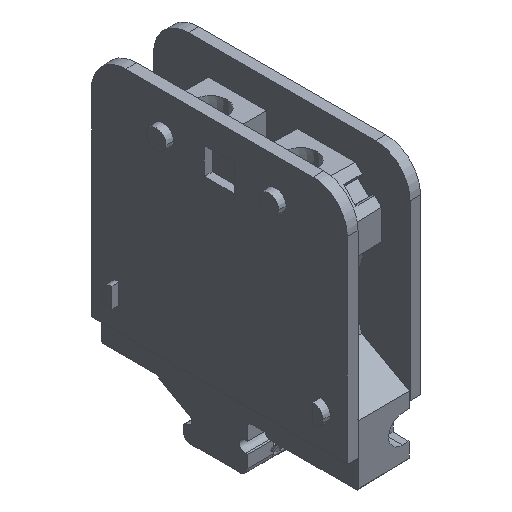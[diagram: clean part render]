
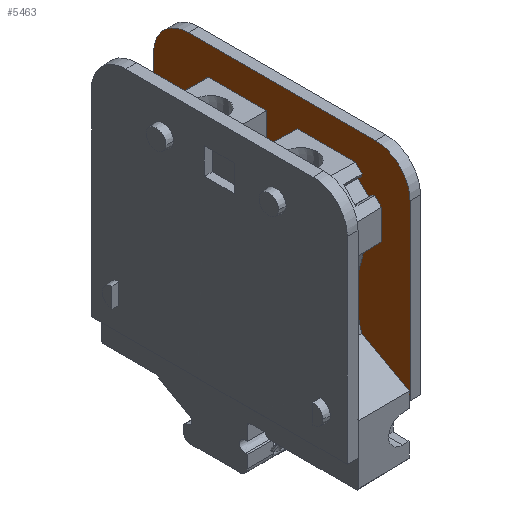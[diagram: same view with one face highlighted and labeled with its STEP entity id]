
A CAD part, isometric view. The second image highlights one B-rep face of the part: STEP entity #5463.
In plain terms, the highlighted planar face has unit normal (-1, 0, 0).
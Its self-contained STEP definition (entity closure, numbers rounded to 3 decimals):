
#5357=AXIS2_PLACEMENT_3D('Circle Axis2P3D',#5355,#5356,$) ;
#5421=AXIS2_PLACEMENT_3D('Circle Axis2P3D',#5419,#5420,$) ;
#5434=AXIS2_PLACEMENT_3D('Plane Axis2P3D',#5431,#5432,#5433) ;
#5307=CARTESIAN_POINT('Vertex',(20.,10.,87.5)) ;
#5321=CARTESIAN_POINT('Vertex',(20.,64.,87.5)) ;
#5324=CARTESIAN_POINT('Line Origine',(20.,37.,87.5)) ;
#5347=CARTESIAN_POINT('Vertex',(20.,0.,77.5)) ;
#5355=CARTESIAN_POINT('Axis2P3D Location',(20.,10.,77.5)) ;
#5416=CARTESIAN_POINT('Vertex',(20.,74.,77.5)) ;
#5419=CARTESIAN_POINT('Axis2P3D Location',(20.,64.,77.5)) ;
#5431=CARTESIAN_POINT('Axis2P3D Location',(20.,37.,27.5)) ;
#5436=CARTESIAN_POINT('Line Origine',(20.,74.,52.5)) ;
#5440=CARTESIAN_POINT('Vertex',(20.,74.,27.5)) ;
#5443=CARTESIAN_POINT('Line Origine',(20.,37.,27.5)) ;
#5447=CARTESIAN_POINT('Vertex',(20.,0.,27.5)) ;
#5450=CARTESIAN_POINT('Line Origine',(20.,0.,52.5)) ;
#5325=DIRECTION('Vector Direction',(0.,-1.,0.)) ;
#5356=DIRECTION('Axis2P3D Direction',(-1.,0.,0.)) ;
#5420=DIRECTION('Axis2P3D Direction',(-1.,0.,0.)) ;
#5432=DIRECTION('Axis2P3D Direction',(-1.,0.,0.)) ;
#5433=DIRECTION('Axis2P3D XDirection',(0.,-1.,0.)) ;
#5437=DIRECTION('Vector Direction',(0.,0.,1.)) ;
#5444=DIRECTION('Vector Direction',(0.,1.,0.)) ;
#5451=DIRECTION('Vector Direction',(0.,0.,-1.)) ;
#5326=VECTOR('Line Direction',#5325,1.) ;
#5438=VECTOR('Line Direction',#5437,1.) ;
#5445=VECTOR('Line Direction',#5444,1.) ;
#5452=VECTOR('Line Direction',#5451,1.) ;
#5456=ORIENTED_EDGE('',*,*,#5442,.T.) ;
#5457=ORIENTED_EDGE('',*,*,#5449,.T.) ;
#5458=ORIENTED_EDGE('',*,*,#5454,.T.) ;
#5459=ORIENTED_EDGE('',*,*,#5359,.T.) ;
#5460=ORIENTED_EDGE('',*,*,#5328,.T.) ;
#5461=ORIENTED_EDGE('',*,*,#5423,.T.) ;
#5463=ADVANCED_FACE('TW SAK35.1\\Body.2',(#5462),#5435,.T.) ;
#5358=CIRCLE('generated circle',#5357,10.) ;
#5422=CIRCLE('generated circle',#5421,10.) ;
#5328=EDGE_CURVE('',#5308,#5322,#5327,.F.) ;
#5359=EDGE_CURVE('',#5348,#5308,#5358,.T.) ;
#5423=EDGE_CURVE('',#5322,#5417,#5422,.T.) ;
#5442=EDGE_CURVE('',#5417,#5441,#5439,.F.) ;
#5449=EDGE_CURVE('',#5441,#5448,#5446,.F.) ;
#5454=EDGE_CURVE('',#5448,#5348,#5453,.F.) ;
#5455=EDGE_LOOP('',(#5456,#5457,#5458,#5459,#5460,#5461)) ;
#5462=FACE_OUTER_BOUND('',#5455,.T.) ;
#5327=LINE('Line',#5324,#5326) ;
#5439=LINE('Line',#5436,#5438) ;
#5446=LINE('Line',#5443,#5445) ;
#5453=LINE('Line',#5450,#5452) ;
#5435=PLANE('',#5434) ;
#5308=VERTEX_POINT('',#5307) ;
#5322=VERTEX_POINT('',#5321) ;
#5348=VERTEX_POINT('',#5347) ;
#5417=VERTEX_POINT('',#5416) ;
#5441=VERTEX_POINT('',#5440) ;
#5448=VERTEX_POINT('',#5447) ;
